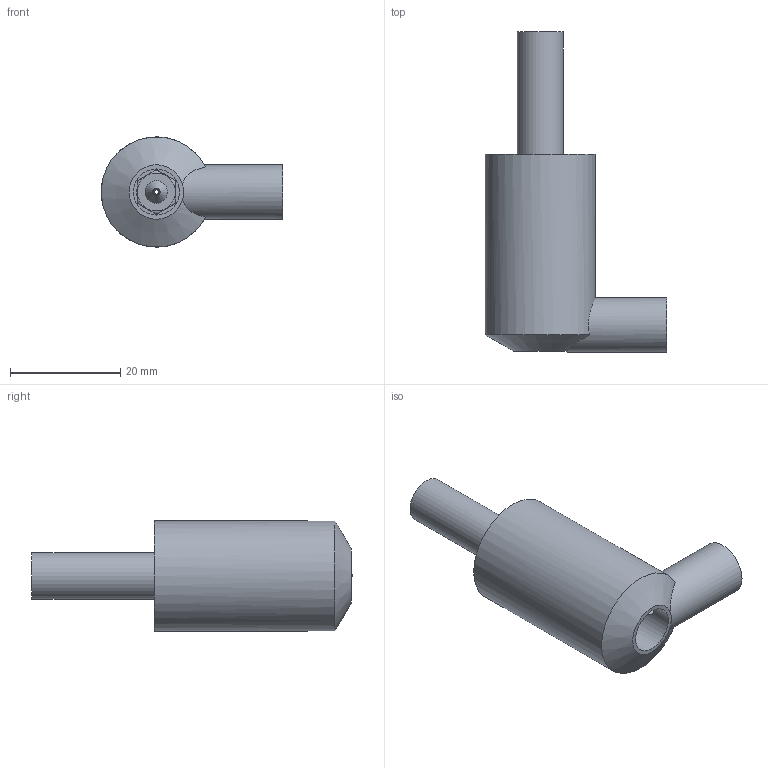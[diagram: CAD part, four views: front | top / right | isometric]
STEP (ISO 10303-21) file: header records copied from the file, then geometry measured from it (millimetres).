
FILE_DESCRIPTION(/* description */ (''),/* implementation_level */ '2;1');
FILE_NAME(/* name */ 'hho spray welder v2 v3.step',/* time_stamp */ '2024-09-17T19:17:52-07:00',/* author */ (''),/* organization */ (''),/* preprocessor_version */ 'ST-DEVELOPER v20',/* originating_system */ 'Autodesk Translation Framework v13.14.0.145',/* authorisation */ '');
FILE_SCHEMA (('AUTOMOTIVE_DESIGN { 1 0 10303 214 3 1 1 }'));
Length unit declared in the file: millimetre
Products named in the file (3): hho spray welder v2; 3695N124_3D Printer Nozzle; hho tube
Assembly tree (2 placements, depth 2):
  hho spray welder v2
    3695N124_3D Printer Nozzle
    hho tube
Bounding box: 32.93 x 58.11 x 20 mm (x, y, z)
Volume: 6334.7 mm3; surface area: 9814.7 mm2
Topology: 3 solids, 4 shells, 91 faces, 238 edges, 156 vertices
Faces by surface type: cylinder 52, plane 17, cone 15, bspline 4, torus 3
Full cylindrical faces by diameter (mm): 0.8 x1, 1.5 x5, 2 x2, 4.701 x6, 5.035 x5, 6 x4, 6.147 x2, 8.36 x3, 9.86 x2, 17 x1, 20 x1
Entity records: 6020 total; most frequent: CARTESIAN_POINT 3850, ORIENTED_EDGE 466, DIRECTION 381, EDGE_CURVE 233, AXIS2_PLACEMENT_3D 158, VERTEX_POINT 156, EDGE_LOOP 107, B_SPLINE_CURVE_WITH_KNOTS 102
